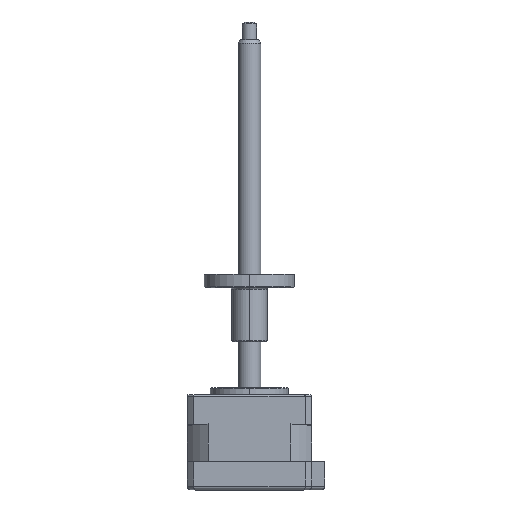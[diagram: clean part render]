
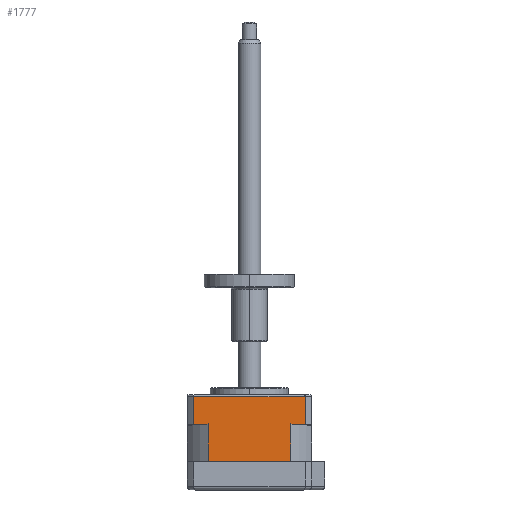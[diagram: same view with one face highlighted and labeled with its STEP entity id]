
A CAD part, top view. The second image highlights one B-rep face of the part: STEP entity #1777.
In plain terms, the highlighted planar face has unit normal (0, 0, 1).
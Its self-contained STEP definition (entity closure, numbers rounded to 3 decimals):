
#27 = CARTESIAN_POINT ( 'NONE',  ( -62.833, 12.029, 36.5 ) ) ;
#213 = CARTESIAN_POINT ( 'NONE',  ( -39.617, 12.029, 36.5 ) ) ;
#357 = EDGE_CURVE ( 'NONE', #7819, #8703, #6684, .T. ) ;
#388 = ORIENTED_EDGE ( 'NONE', *, *, #2785, .F. ) ;
#533 = ORIENTED_EDGE ( 'NONE', *, *, #357, .F. ) ;
#564 = CARTESIAN_POINT ( 'NONE',  ( -62.833, 12.029, 36.5 ) ) ;
#797 = EDGE_CURVE ( 'NONE', #2347, #3566, #5665, .T. ) ;
#891 = CARTESIAN_POINT ( 'NONE',  ( -39.204, 22.279, 36.5 ) ) ;
#1084 = EDGE_CURVE ( 'NONE', #1949, #2184, #4244, .T. ) ;
#1315 = EDGE_CURVE ( 'NONE', #7090, #9147, #4510, .T. ) ;
#1534 = FACE_OUTER_BOUND ( 'NONE', #6830, .T. ) ;
#1689 = CARTESIAN_POINT ( 'NONE',  ( -39.617, 12.029, 36.5 ) ) ;
#1777 = ADVANCED_FACE ( 'NONE', ( #1534 ), #3798, .F. ) ;
#1783 = DIRECTION ( 'NONE',  ( 0., 1., 0. ) ) ;
#1810 = CARTESIAN_POINT ( 'NONE',  ( -66.909, 22.279, 36.5 ) ) ;
#1949 = VERTEX_POINT ( 'NONE', #4862 ) ;
#2063 = CARTESIAN_POINT ( 'NONE',  ( -66.909, 30.179, 36.5 ) ) ;
#2137 = CARTESIAN_POINT ( 'NONE',  ( -35.541, 22.279, 36.5 ) ) ;
#2184 = VERTEX_POINT ( 'NONE', #2063 ) ;
#2281 = ORIENTED_EDGE ( 'NONE', *, *, #7906, .T. ) ;
#2347 = VERTEX_POINT ( 'NONE', #6040 ) ;
#2411 = DIRECTION ( 'NONE',  ( -1., 0., 0. ) ) ;
#2785 = EDGE_CURVE ( 'NONE', #2347, #9147, #5638, .T. ) ;
#2887 = ORIENTED_EDGE ( 'NONE', *, *, #9757, .F. ) ;
#2891 = DIRECTION ( 'NONE',  ( -1., 0., 0. ) ) ;
#2967 = CARTESIAN_POINT ( 'NONE',  ( -62.833, 22.679, 36.5 ) ) ;
#2976 = DIRECTION ( 'NONE',  ( -1., 0., 0. ) ) ;
#2985 = B_SPLINE_CURVE_WITH_KNOTS ( 'NONE', 3,
 ( #6787, #3667, #7563, #2967 ),
 .UNSPECIFIED., .F., .F.,
 ( 4, 4 ),
 ( 0.024, 0.025 ),
 .UNSPECIFIED. ) ;
#3237 = CARTESIAN_POINT ( 'NONE',  ( -39.617, 22.679, 36.5 ) ) ;
#3566 = VERTEX_POINT ( 'NONE', #5540 ) ;
#3667 = CARTESIAN_POINT ( 'NONE',  ( -63.109, 22.413, 36.5 ) ) ;
#3798 = PLANE ( 'NONE',  #5209 ) ;
#4156 = DIRECTION ( 'NONE',  ( 0., 1., 0. ) ) ;
#4244 = LINE ( 'NONE', #1810, #4277 ) ;
#4277 = VECTOR ( 'NONE', #1783, 1000. ) ;
#4459 = DIRECTION ( 'NONE',  ( -1., 0., 0. ) ) ;
#4510 = B_SPLINE_CURVE_WITH_KNOTS ( 'NONE', 3,
 ( #7659, #7833, #7925, #6994 ),
 .UNSPECIFIED., .F., .F.,
 ( 4, 4 ),
 ( 0.051, 0.052 ),
 .UNSPECIFIED. ) ;
#4626 = DIRECTION ( 'NONE',  ( 0., -1., 0. ) ) ;
#4862 = CARTESIAN_POINT ( 'NONE',  ( -66.909, 22.279, 36.5 ) ) ;
#4948 = VECTOR ( 'NONE', #6363, 1000. ) ;
#4953 = VERTEX_POINT ( 'NONE', #9529 ) ;
#5000 = ORIENTED_EDGE ( 'NONE', *, *, #1084, .F. ) ;
#5052 = LINE ( 'NONE', #213, #4948 ) ;
#5209 = AXIS2_PLACEMENT_3D ( 'NONE', #9177, #9216, #4626 ) ;
#5540 = CARTESIAN_POINT ( 'NONE',  ( -35.541, 30.179, 36.5 ) ) ;
#5556 = VECTOR ( 'NONE', #4156, 1000. ) ;
#5638 = LINE ( 'NONE', #6732, #6625 ) ;
#5665 = LINE ( 'NONE', #6699, #5556 ) ;
#6040 = CARTESIAN_POINT ( 'NONE',  ( -35.541, 22.279, 36.5 ) ) ;
#6363 = DIRECTION ( 'NONE',  ( 0., 1., 0. ) ) ;
#6445 = DIRECTION ( 'NONE',  ( 0., 1., 0. ) ) ;
#6625 = VECTOR ( 'NONE', #4459, 1000. ) ;
#6663 = VECTOR ( 'NONE', #6445, 1000. ) ;
#6684 = LINE ( 'NONE', #27, #6663 ) ;
#6699 = CARTESIAN_POINT ( 'NONE',  ( -35.541, 22.279, 36.5 ) ) ;
#6732 = CARTESIAN_POINT ( 'NONE',  ( -35.541, 22.279, 36.5 ) ) ;
#6787 = CARTESIAN_POINT ( 'NONE',  ( -63.246, 22.279, 36.5 ) ) ;
#6830 = EDGE_LOOP ( 'NONE', ( #8618, #9864, #388, #9513, #7815, #5000, #9707, #2281, #533, #2887 ) ) ;
#6994 = CARTESIAN_POINT ( 'NONE',  ( -39.204, 22.279, 36.5 ) ) ;
#7090 = VERTEX_POINT ( 'NONE', #3237 ) ;
#7387 = EDGE_CURVE ( 'NONE', #3566, #2184, #9401, .T. ) ;
#7563 = CARTESIAN_POINT ( 'NONE',  ( -62.972, 22.546, 36.5 ) ) ;
#7659 = CARTESIAN_POINT ( 'NONE',  ( -39.617, 22.679, 36.5 ) ) ;
#7742 = VECTOR ( 'NONE', #2891, 1000. ) ;
#7815 = ORIENTED_EDGE ( 'NONE', *, *, #7387, .T. ) ;
#7819 = VERTEX_POINT ( 'NONE', #564 ) ;
#7833 = CARTESIAN_POINT ( 'NONE',  ( -39.479, 22.546, 36.5 ) ) ;
#7906 = EDGE_CURVE ( 'NONE', #4953, #8703, #2985, .T. ) ;
#7925 = CARTESIAN_POINT ( 'NONE',  ( -39.341, 22.413, 36.5 ) ) ;
#7938 = VERTEX_POINT ( 'NONE', #8382 ) ;
#7997 = LINE ( 'NONE', #2137, #7742 ) ;
#8074 = CARTESIAN_POINT ( 'NONE',  ( -62.833, 22.679, 36.5 ) ) ;
#8342 = EDGE_CURVE ( 'NONE', #4953, #1949, #7997, .T. ) ;
#8382 = CARTESIAN_POINT ( 'NONE',  ( -39.617, 12.029, 36.5 ) ) ;
#8397 = CARTESIAN_POINT ( 'NONE',  ( -66.909, 30.179, 36.5 ) ) ;
#8618 = ORIENTED_EDGE ( 'NONE', *, *, #9252, .T. ) ;
#8703 = VERTEX_POINT ( 'NONE', #8074 ) ;
#9147 = VERTEX_POINT ( 'NONE', #891 ) ;
#9177 = CARTESIAN_POINT ( 'NONE',  ( -39.617, 12.029, 36.5 ) ) ;
#9216 = DIRECTION ( 'NONE',  ( 0., 0., -1. ) ) ;
#9252 = EDGE_CURVE ( 'NONE', #7938, #7090, #5052, .T. ) ;
#9297 = VECTOR ( 'NONE', #2976, 1000. ) ;
#9401 = LINE ( 'NONE', #8397, #9297 ) ;
#9513 = ORIENTED_EDGE ( 'NONE', *, *, #797, .T. ) ;
#9529 = CARTESIAN_POINT ( 'NONE',  ( -63.246, 22.279, 36.5 ) ) ;
#9612 = LINE ( 'NONE', #1689, #9731 ) ;
#9707 = ORIENTED_EDGE ( 'NONE', *, *, #8342, .F. ) ;
#9731 = VECTOR ( 'NONE', #2411, 1000. ) ;
#9757 = EDGE_CURVE ( 'NONE', #7938, #7819, #9612, .T. ) ;
#9864 = ORIENTED_EDGE ( 'NONE', *, *, #1315, .T. ) ;
